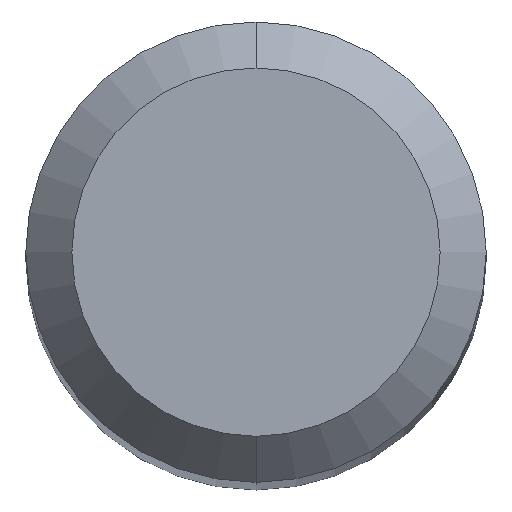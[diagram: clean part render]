
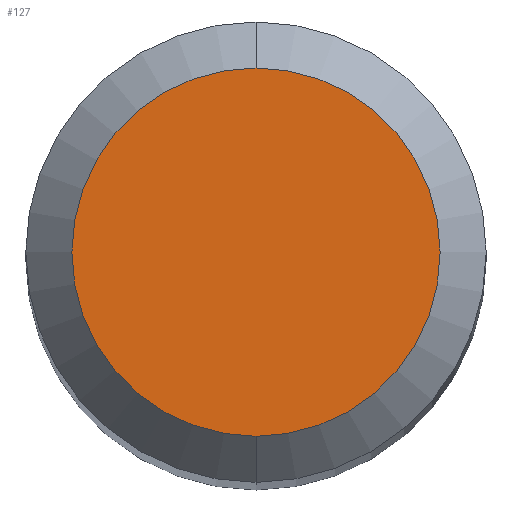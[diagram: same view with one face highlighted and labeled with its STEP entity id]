
A CAD part, top view. The second image highlights one B-rep face of the part: STEP entity #127.
In plain terms, the highlighted planar face has unit normal (0, 0, 1).
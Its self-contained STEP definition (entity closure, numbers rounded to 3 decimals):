
#127=ADVANCED_FACE('',(#282),#283,.T.);
#165=EDGE_CURVE('',#199,#197,#324,.T.);
#197=VERTEX_POINT('',#363);
#199=VERTEX_POINT('',#365);
#225=EDGE_CURVE('',#197,#199,#393,.T.);
#282=FACE_OUTER_BOUND('',#451,.T.);
#283=PLANE('',#452);
#324=CIRCLE('',#508,1.2);
#363=CARTESIAN_POINT('',(0.0,1.2,0.0));
#365=CARTESIAN_POINT('',(0.,-1.2,0.0));
#393=CIRCLE('',#594,1.2);
#451=EDGE_LOOP('',(#643,#644));
#452=AXIS2_PLACEMENT_3D('',#645,#646,#647);
#508=AXIS2_PLACEMENT_3D('',#692,#693,#694);
#594=AXIS2_PLACEMENT_3D('',#787,#788,#789);
#643=ORIENTED_EDGE('',*,*,#225,.F.);
#644=ORIENTED_EDGE('',*,*,#165,.F.);
#645=CARTESIAN_POINT('',(0.0,0.6,0.0));
#646=DIRECTION('',(-0.0,0.0,1.0));
#647=DIRECTION('',(0.0,-1.0,0.0));
#692=CARTESIAN_POINT('',(0.0,0.0,0.0));
#693=DIRECTION('',(0.0,0.0,-1.0));
#694=DIRECTION('',(0.0,1.0,0.0));
#787=CARTESIAN_POINT('',(0.0,0.0,0.0));
#788=DIRECTION('',(0.0,0.0,-1.0));
#789=DIRECTION('',(0.0,1.0,0.0));
